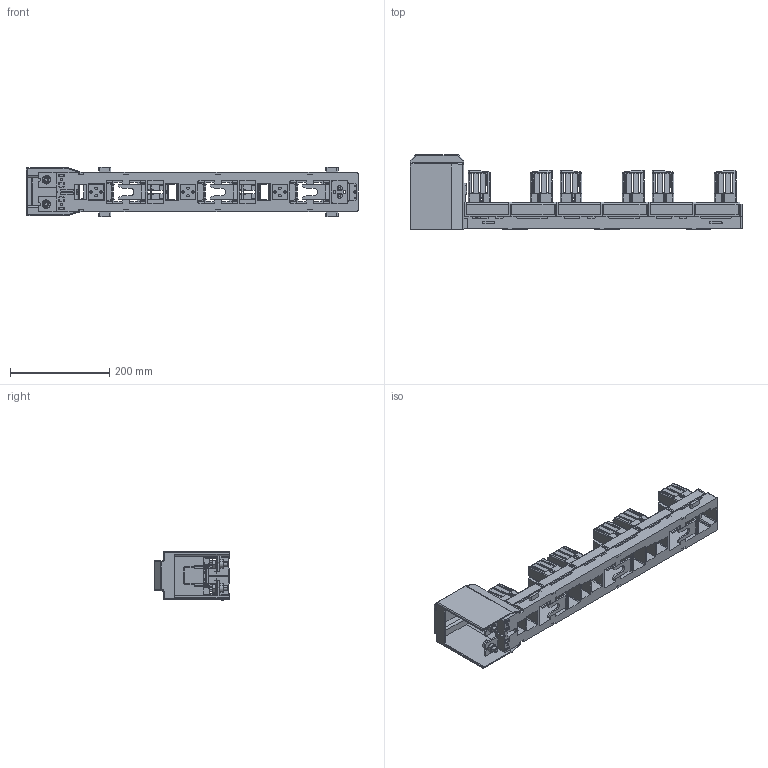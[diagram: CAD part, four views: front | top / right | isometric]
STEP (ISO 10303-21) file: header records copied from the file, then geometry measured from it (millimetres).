
FILE_DESCRIPTION (( 'STEP AP203' ), '1' );
FILE_NAME ('ÏÄÏ 2-M 400A Ó.STEP', '2022-10-17T19:32:02', ( '' ), ( '' ), 'SwSTEP 2.0', 'SolidWorks 2018', '' );
FILE_SCHEMA (( 'CONFIG_CONTROL_DESIGN' ));
Products named in the file (1): ﾏﾄﾏ2-M400A ﾓ
Bounding box: 668 x 150.5 x 99 mm (x, y, z)
Surface area: 579110.3 mm2 (no closed solid volume)
Topology: 0 solids, 45 shells, 1769 faces, 6315 edges, 4333 vertices
Faces by surface type: plane 1261, cylinder 429, sphere 62, cone 12, torus 4, bspline 1
Entity records: 65819 total; most frequent: CARTESIAN_POINT 12995, DIRECTION 10476, ORIENTED_EDGE 10402, EDGE_CURVE 6269, VECTOR 5270, LINE 5270, VERTEX_POINT 4333, AXIS2_PLACEMENT_3D 2603
